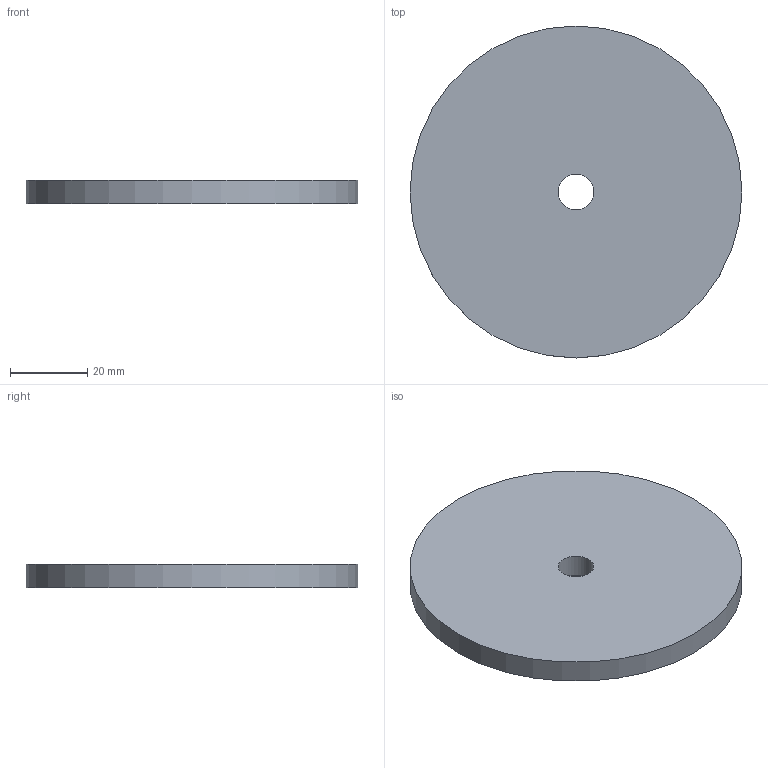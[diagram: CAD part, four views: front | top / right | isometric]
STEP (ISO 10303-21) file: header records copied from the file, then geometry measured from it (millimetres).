
FILE_DESCRIPTION(/* description */ (''),/* implementation_level */ '2;1');
FILE_NAME(/* name */ 'NPT Gland Middle.stp',/* time_stamp */ '2015-09-22T15:48:18-07:00',/* author */ ('Evil Brian'),/* organization */ (''),/* preprocessor_version */ 'ST-DEVELOPER v16.1',/* originating_system */ 'Autodesk Inventor 2016',/* authorisation */ '');
FILE_SCHEMA (('AUTOMOTIVE_DESIGN { 1 0 10303 214 3 1 1 }'));
Length unit declared in the file: millimetre
Products named in the file (1): NPT Gland Middle
Bounding box: 85.75 x 85.75 x 6 mm (x, y, z)
Volume: 34253.4 mm3; surface area: 13207.2 mm2
Topology: 1 solids, 1 shells, 4 faces, 6 edges, 4 vertices
Faces by surface type: cylinder 2, plane 2
Full cylindrical faces by diameter (mm): 9.18 x1, 85.75 x1
Entity records: 112 total; most frequent: DIRECTION 18, CARTESIAN_POINT 13, AXIS2_PLACEMENT_3D 9, EDGE_LOOP 8, ORIENTED_EDGE 8, FACE_BOUND 4, FACE_OUTER_BOUND 4, CIRCLE 4
